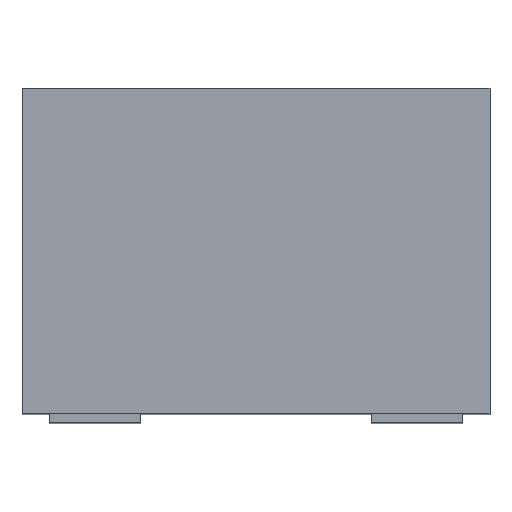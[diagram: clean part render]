
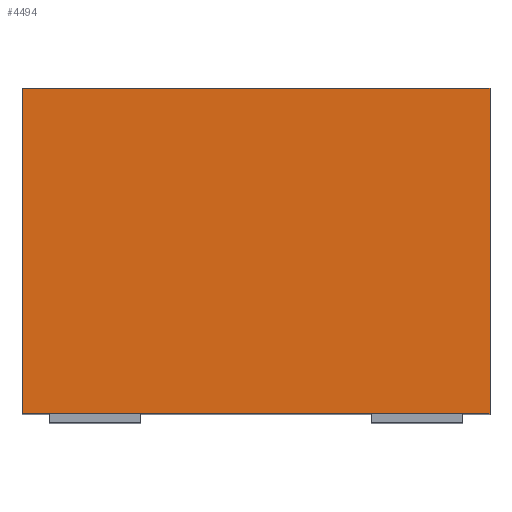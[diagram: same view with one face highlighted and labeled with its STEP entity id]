
A CAD part, top view. The second image highlights one B-rep face of the part: STEP entity #4494.
In plain terms, the highlighted planar face has unit normal (0, 0, 1).
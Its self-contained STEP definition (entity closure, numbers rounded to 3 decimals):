
#7 = CARTESIAN_POINT ( 'NONE',  ( -7.7, 0., 8.2 ) ) ;
#167 = ORIENTED_EDGE ( 'NONE', *, *, #3477, .F. ) ;
#531 = VERTEX_POINT ( 'NONE', #1729 ) ;
#552 = VECTOR ( 'NONE', #1807, 1000. ) ;
#1017 = CARTESIAN_POINT ( 'NONE',  ( 7.7, 0., 8.2 ) ) ;
#1144 = EDGE_LOOP ( 'NONE', ( #4064, #1958, #167, #3920 ) ) ;
#1198 = VERTEX_POINT ( 'NONE', #3881 ) ;
#1247 = VECTOR ( 'NONE', #1417, 1000. ) ;
#1270 = PLANE ( 'NONE',  #3578 ) ;
#1280 = LINE ( 'NONE', #7, #2261 ) ;
#1417 = DIRECTION ( 'NONE',  ( 0., -1., 0. ) ) ;
#1423 = CARTESIAN_POINT ( 'NONE',  ( -7.7, 10.7, 8.2 ) ) ;
#1592 = DIRECTION ( 'NONE',  ( 0., 0., -1. ) ) ;
#1676 = EDGE_CURVE ( 'NONE', #1198, #531, #4472, .T. ) ;
#1729 = CARTESIAN_POINT ( 'NONE',  ( 7.7, 10.7, 8.2 ) ) ;
#1807 = DIRECTION ( 'NONE',  ( 1., 0., 0. ) ) ;
#1958 = ORIENTED_EDGE ( 'NONE', *, *, #1676, .F. ) ;
#1998 = CARTESIAN_POINT ( 'NONE',  ( -7.7, 10.7, 8.2 ) ) ;
#2188 = VERTEX_POINT ( 'NONE', #1017 ) ;
#2223 = LINE ( 'NONE', #2490, #1247 ) ;
#2261 = VECTOR ( 'NONE', #3382, 1000. ) ;
#2387 = FACE_OUTER_BOUND ( 'NONE', #1144, .T. ) ;
#2490 = CARTESIAN_POINT ( 'NONE',  ( 7.7, 10.7, 8.2 ) ) ;
#2491 = LINE ( 'NONE', #1423, #3585 ) ;
#2550 = CARTESIAN_POINT ( 'NONE',  ( 7.7, 10.7, 8.2 ) ) ;
#2588 = DIRECTION ( 'NONE',  ( 0., 1., 0. ) ) ;
#2730 = EDGE_CURVE ( 'NONE', #531, #2188, #2223, .T. ) ;
#3038 = DIRECTION ( 'NONE',  ( -1., 0., 0. ) ) ;
#3382 = DIRECTION ( 'NONE',  ( -1., 0., 0. ) ) ;
#3477 = EDGE_CURVE ( 'NONE', #4661, #1198, #2491, .T. ) ;
#3578 = AXIS2_PLACEMENT_3D ( 'NONE', #1998, #1592, #3038 ) ;
#3585 = VECTOR ( 'NONE', #2588, 1000. ) ;
#3881 = CARTESIAN_POINT ( 'NONE',  ( -7.7, 10.7, 8.2 ) ) ;
#3920 = ORIENTED_EDGE ( 'NONE', *, *, #4347, .F. ) ;
#4064 = ORIENTED_EDGE ( 'NONE', *, *, #2730, .F. ) ;
#4291 = CARTESIAN_POINT ( 'NONE',  ( -7.7, 0., 8.2 ) ) ;
#4347 = EDGE_CURVE ( 'NONE', #2188, #4661, #1280, .T. ) ;
#4472 = LINE ( 'NONE', #2550, #552 ) ;
#4494 = ADVANCED_FACE ( 'NONE', ( #2387 ), #1270, .F. ) ;
#4661 = VERTEX_POINT ( 'NONE', #4291 ) ;
